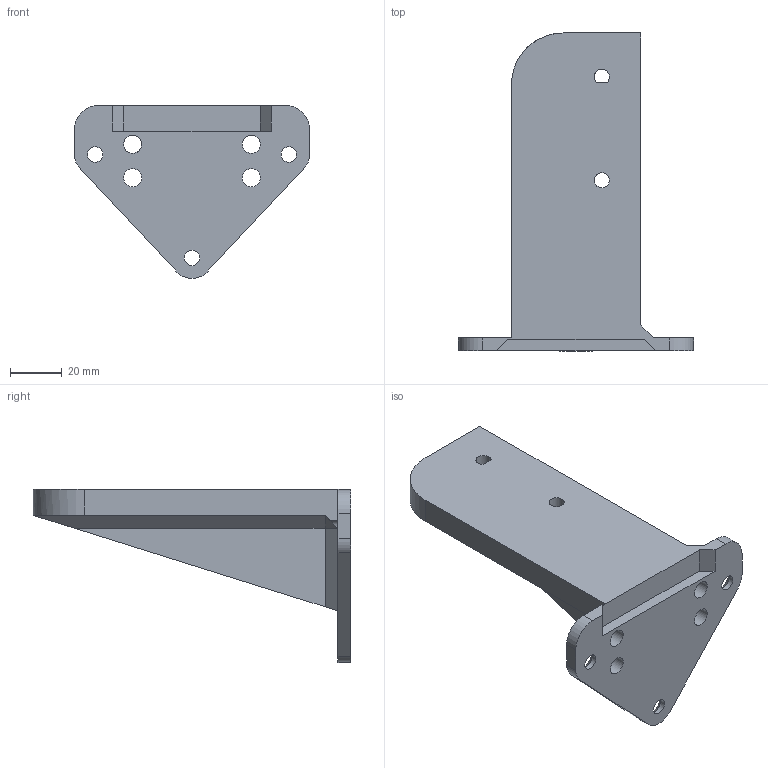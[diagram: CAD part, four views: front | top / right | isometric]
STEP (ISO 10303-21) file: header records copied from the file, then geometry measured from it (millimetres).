
FILE_DESCRIPTION(/* description */ (''),/* implementation_level */ '2;1');
FILE_NAME(/* name */ 'ZCableChainSupport.step',/* time_stamp */ '2024-04-03T18:37:36+01:00',/* author */ (''),/* organization */ (''),/* preprocessor_version */ 'ST-DEVELOPER v20',/* originating_system */ 'Autodesk Translation Framework v12.20.1.177',/* authorisation */ '');
FILE_SCHEMA (('AUTOMOTIVE_DESIGN { 1 0 10303 214 3 1 1 }'));
Length unit declared in the file: millimetre
Products named in the file (1): Zattachment
Bounding box: 91 x 123 x 67 mm (x, y, z)
Volume: 100427.9 mm3; surface area: 27138.4 mm2
Topology: 1 solids, 1 shells, 47 faces, 134 edges, 85 vertices
Faces by surface type: plane 29, cylinder 15, cone 3
Full cylindrical faces by diameter (mm): 5.893 x1, 6 x3, 7 x4
Entity records: 1600 total; most frequent: DIRECTION 270, ORIENTED_EDGE 268, CARTESIAN_POINT 267, EDGE_CURVE 134, LINE 94, VECTOR 94, AXIS2_PLACEMENT_3D 88, VERTEX_POINT 85
